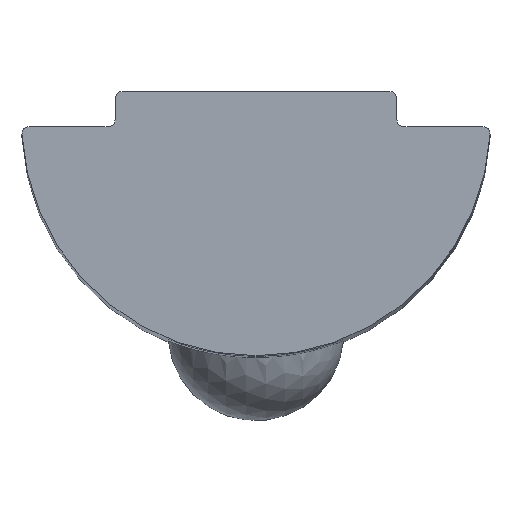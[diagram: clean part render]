
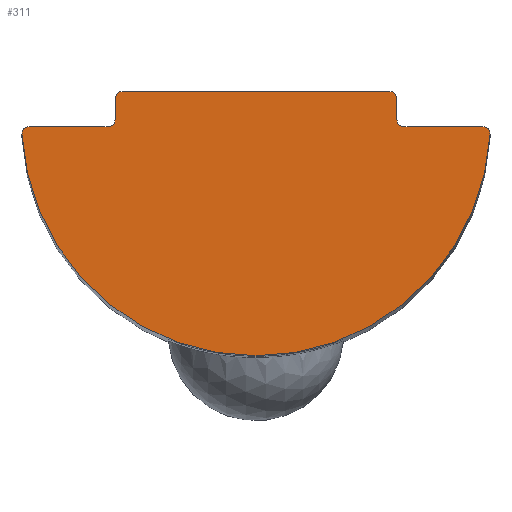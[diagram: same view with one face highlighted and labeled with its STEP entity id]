
A CAD part, top view. The second image highlights one B-rep face of the part: STEP entity #311.
In plain terms, the highlighted planar face has unit normal (0, 0, 1).
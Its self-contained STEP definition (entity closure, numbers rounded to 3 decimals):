
#20=PLANE('',#357);
#29=CIRCLE('',#347,0.2);
#31=CIRCLE('',#350,6.652);
#33=CIRCLE('',#358,0.2);
#34=CIRCLE('',#359,0.2);
#35=CIRCLE('',#360,0.2);
#36=CIRCLE('',#361,0.2);
#37=CIRCLE('',#362,0.2);
#50=LINE('',#611,#74);
#54=LINE('',#620,#78);
#58=LINE('',#629,#82);
#62=LINE('',#638,#86);
#64=LINE('',#642,#88);
#74=VECTOR('',#407,1000.);
#78=VECTOR('',#413,1000.);
#82=VECTOR('',#419,1000.);
#86=VECTOR('',#425,1000.);
#88=VECTOR('',#429,1000.);
#110=FACE_OUTER_BOUND('',#132,.T.);
#132=EDGE_LOOP('',(#256,#257,#258,#259,#260,#261,#262,#263,#264,#265,#266,
#267));
#147=VERTEX_POINT('',#590);
#148=VERTEX_POINT('',#591);
#151=VERTEX_POINT('',#599);
#155=VERTEX_POINT('',#608);
#156=VERTEX_POINT('',#610);
#159=VERTEX_POINT('',#617);
#160=VERTEX_POINT('',#619);
#163=VERTEX_POINT('',#626);
#164=VERTEX_POINT('',#628);
#167=VERTEX_POINT('',#635);
#168=VERTEX_POINT('',#637);
#169=VERTEX_POINT('',#641);
#178=EDGE_CURVE('',#147,#148,#29,.T.);
#182=EDGE_CURVE('',#148,#151,#31,.T.);
#187=EDGE_CURVE('',#156,#155,#50,.T.);
#191=EDGE_CURVE('',#160,#159,#54,.T.);
#195=EDGE_CURVE('',#164,#163,#58,.T.);
#199=EDGE_CURVE('',#168,#167,#62,.T.);
#201=EDGE_CURVE('',#169,#147,#64,.T.);
#204=EDGE_CURVE('',#163,#168,#33,.T.);
#205=EDGE_CURVE('',#167,#169,#34,.T.);
#206=EDGE_CURVE('',#151,#156,#35,.T.);
#207=EDGE_CURVE('',#155,#160,#36,.T.);
#208=EDGE_CURVE('',#159,#164,#37,.T.);
#256=ORIENTED_EDGE('',*,*,#195,.T.);
#257=ORIENTED_EDGE('',*,*,#204,.T.);
#258=ORIENTED_EDGE('',*,*,#199,.T.);
#259=ORIENTED_EDGE('',*,*,#205,.T.);
#260=ORIENTED_EDGE('',*,*,#201,.T.);
#261=ORIENTED_EDGE('',*,*,#178,.T.);
#262=ORIENTED_EDGE('',*,*,#182,.T.);
#263=ORIENTED_EDGE('',*,*,#206,.T.);
#264=ORIENTED_EDGE('',*,*,#187,.T.);
#265=ORIENTED_EDGE('',*,*,#207,.T.);
#266=ORIENTED_EDGE('',*,*,#191,.T.);
#267=ORIENTED_EDGE('',*,*,#208,.T.);
#311=ADVANCED_FACE('',(#110),#20,.T.);
#347=AXIS2_PLACEMENT_3D('',#592,#390,#391);
#350=AXIS2_PLACEMENT_3D('',#600,#398,#399);
#357=AXIS2_PLACEMENT_3D('',#646,#432,#433);
#358=AXIS2_PLACEMENT_3D('',#647,#434,#435);
#359=AXIS2_PLACEMENT_3D('',#648,#436,#437);
#360=AXIS2_PLACEMENT_3D('',#649,#438,#439);
#361=AXIS2_PLACEMENT_3D('',#650,#440,#441);
#362=AXIS2_PLACEMENT_3D('',#651,#442,#443);
#390=DIRECTION('center_axis',(0.,0.,1.));
#391=DIRECTION('ref_axis',(1.,0.,0.));
#398=DIRECTION('center_axis',(0.,0.,1.));
#399=DIRECTION('ref_axis',(1.,0.,0.));
#407=DIRECTION('',(-1.,0.,0.));
#413=DIRECTION('',(0.,1.,0.));
#419=DIRECTION('',(-1.,0.,0.));
#425=DIRECTION('',(0.,-1.,0.));
#429=DIRECTION('',(-1.,0.,0.));
#432=DIRECTION('center_axis',(0.,0.,1.));
#433=DIRECTION('ref_axis',(1.,0.,0.));
#434=DIRECTION('center_axis',(0.,0.,1.));
#435=DIRECTION('ref_axis',(1.,0.,0.));
#436=DIRECTION('center_axis',(0.,0.,-1.));
#437=DIRECTION('ref_axis',(1.,0.,0.));
#438=DIRECTION('center_axis',(0.,0.,1.));
#439=DIRECTION('ref_axis',(1.,0.,0.));
#440=DIRECTION('center_axis',(0.,0.,-1.));
#441=DIRECTION('ref_axis',(1.,0.,0.));
#442=DIRECTION('center_axis',(0.,0.,1.));
#443=DIRECTION('ref_axis',(1.,0.,0.));
#590=CARTESIAN_POINT('',(-6.442,0.,60.));
#591=CARTESIAN_POINT('',(-6.642,-0.211,60.));
#592=CARTESIAN_POINT('Origin',(-6.442,-0.2,60.));
#599=CARTESIAN_POINT('',(6.642,-0.211,60.));
#600=CARTESIAN_POINT('Origin',(0.,0.152,60.));
#608=CARTESIAN_POINT('',(4.2,0.,60.));
#610=CARTESIAN_POINT('',(6.442,0.,60.));
#611=CARTESIAN_POINT('',(4.,0.,60.));
#617=CARTESIAN_POINT('',(4.,0.8,60.));
#619=CARTESIAN_POINT('',(4.,0.2,60.));
#620=CARTESIAN_POINT('',(4.,1.,60.));
#626=CARTESIAN_POINT('',(-3.8,1.,60.));
#628=CARTESIAN_POINT('',(3.8,1.,60.));
#629=CARTESIAN_POINT('',(-4.,1.,60.));
#635=CARTESIAN_POINT('',(-4.,0.2,60.));
#637=CARTESIAN_POINT('',(-4.,0.8,60.));
#638=CARTESIAN_POINT('',(-4.,0.,60.));
#641=CARTESIAN_POINT('',(-4.2,0.,60.));
#642=CARTESIAN_POINT('',(-6.65,0.,60.));
#646=CARTESIAN_POINT('Origin',(0.,0.152,60.));
#647=CARTESIAN_POINT('Origin',(-3.8,0.8,60.));
#648=CARTESIAN_POINT('Origin',(-4.2,0.2,60.));
#649=CARTESIAN_POINT('Origin',(6.442,-0.2,60.));
#650=CARTESIAN_POINT('Origin',(4.2,0.2,60.));
#651=CARTESIAN_POINT('Origin',(3.8,0.8,60.));
